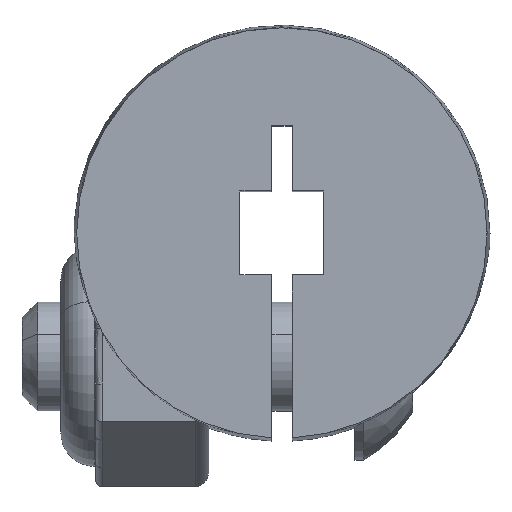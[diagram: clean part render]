
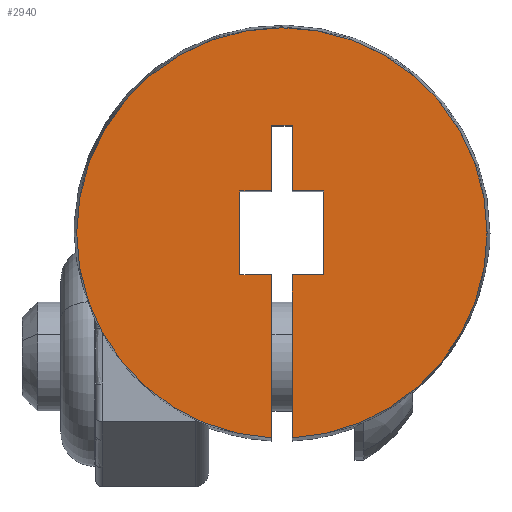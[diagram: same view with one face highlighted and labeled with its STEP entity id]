
A CAD part, top view. The second image highlights one B-rep face of the part: STEP entity #2940.
In plain terms, the highlighted planar face has unit normal (0, 0, 1).
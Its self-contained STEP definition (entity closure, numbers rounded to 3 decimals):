
#15 = EDGE_CURVE ( 'NONE', #923, #2480, #3235, .T. ) ;
#23 = VERTEX_POINT ( 'NONE', #3850 ) ;
#88 = ORIENTED_EDGE ( 'NONE', *, *, #847, .F. ) ;
#105 = VECTOR ( 'NONE', #3310, 1000. ) ;
#171 = VECTOR ( 'NONE', #1133, 1000. ) ;
#251 = EDGE_CURVE ( 'NONE', #3583, #23, #3144, .T. ) ;
#261 = CARTESIAN_POINT ( 'NONE',  ( -1.6, 1.6, 6.35 ) ) ;
#275 = LINE ( 'NONE', #3100, #764 ) ;
#304 = VERTEX_POINT ( 'NONE', #2361 ) ;
#373 = CARTESIAN_POINT ( 'NONE',  ( 0., 0., 6.35 ) ) ;
#428 = VECTOR ( 'NONE', #1170, 1000. ) ;
#429 = LINE ( 'NONE', #3276, #1555 ) ;
#441 = AXIS2_PLACEMENT_3D ( 'NONE', #1966, #2324, #3249 ) ;
#488 = VECTOR ( 'NONE', #3362, 1000. ) ;
#504 = CARTESIAN_POINT ( 'NONE',  ( 1.6, -1.6, 6.35 ) ) ;
#618 = ORIENTED_EDGE ( 'NONE', *, *, #890, .F. ) ;
#683 = ORIENTED_EDGE ( 'NONE', *, *, #2339, .F. ) ;
#726 = CARTESIAN_POINT ( 'NONE',  ( 0.4, 4.1, 6.35 ) ) ;
#740 = VERTEX_POINT ( 'NONE', #1416 ) ;
#764 = VECTOR ( 'NONE', #1855, 1000. ) ;
#798 = ORIENTED_EDGE ( 'NONE', *, *, #1756, .F. ) ;
#799 = CARTESIAN_POINT ( 'NONE',  ( -1.6, 1.6, 6.35 ) ) ;
#847 = EDGE_CURVE ( 'NONE', #2684, #2144, #3052, .T. ) ;
#890 = EDGE_CURVE ( 'NONE', #23, #3629, #1476, .T. ) ;
#918 = CARTESIAN_POINT ( 'NONE',  ( -0.4, 4.1, 6.35 ) ) ;
#923 = VERTEX_POINT ( 'NONE', #2040 ) ;
#945 = EDGE_LOOP ( 'NONE', ( #946, #3361, #2059, #2955, #1167, #2929, #3604, #88, #798, #989, #618, #1326, #2341, #683 ) ) ;
#946 = ORIENTED_EDGE ( 'NONE', *, *, #3379, .F. ) ;
#989 = ORIENTED_EDGE ( 'NONE', *, *, #2923, .F. ) ;
#1014 = VERTEX_POINT ( 'NONE', #1345 ) ;
#1031 = CIRCLE ( 'NONE', #4051, 7.827 ) ;
#1045 = CARTESIAN_POINT ( 'NONE',  ( -1.6, 1.6, 6.35 ) ) ;
#1121 = CARTESIAN_POINT ( 'NONE',  ( 1.6, 1.6, 6.35 ) ) ;
#1133 = DIRECTION ( 'NONE',  ( 0., -1., 0. ) ) ;
#1167 = ORIENTED_EDGE ( 'NONE', *, *, #2322, .F. ) ;
#1170 = DIRECTION ( 'NONE',  ( 0., -1., 0. ) ) ;
#1174 = CIRCLE ( 'NONE', #1817, 7.827 ) ;
#1226 = AXIS2_PLACEMENT_3D ( 'NONE', #1436, #2044, #3898 ) ;
#1261 = DIRECTION ( 'NONE',  ( 0., 0., 1. ) ) ;
#1265 = DIRECTION ( 'NONE',  ( 1., 0., 0. ) ) ;
#1326 = ORIENTED_EDGE ( 'NONE', *, *, #251, .F. ) ;
#1345 = CARTESIAN_POINT ( 'NONE',  ( -0.4, -7.816, 6.35 ) ) ;
#1382 = FACE_OUTER_BOUND ( 'NONE', #945, .T. ) ;
#1401 = PLANE ( 'NONE',  #441 ) ;
#1416 = CARTESIAN_POINT ( 'NONE',  ( -7.827, 0., 6.35 ) ) ;
#1436 = CARTESIAN_POINT ( 'NONE',  ( 0., 0., 6.35 ) ) ;
#1453 = LINE ( 'NONE', #2138, #428 ) ;
#1476 = LINE ( 'NONE', #2673, #488 ) ;
#1540 = CARTESIAN_POINT ( 'NONE',  ( 0.4, 1.6, 6.35 ) ) ;
#1541 = EDGE_CURVE ( 'NONE', #2267, #3583, #275, .T. ) ;
#1550 = VECTOR ( 'NONE', #2064, 1000. ) ;
#1552 = VERTEX_POINT ( 'NONE', #918 ) ;
#1555 = VECTOR ( 'NONE', #2003, 1000. ) ;
#1660 = VERTEX_POINT ( 'NONE', #2083 ) ;
#1756 = EDGE_CURVE ( 'NONE', #1552, #2684, #1453, .T. ) ;
#1817 = AXIS2_PLACEMENT_3D ( 'NONE', #3462, #3177, #1265 ) ;
#1855 = DIRECTION ( 'NONE',  ( 0., 1., 0. ) ) ;
#1881 = VERTEX_POINT ( 'NONE', #2207 ) ;
#1885 = EDGE_CURVE ( 'NONE', #740, #1014, #1031, .T. ) ;
#1966 = CARTESIAN_POINT ( 'NONE',  ( 0., 0., 6.35 ) ) ;
#2003 = DIRECTION ( 'NONE',  ( -1., 0., 0. ) ) ;
#2040 = CARTESIAN_POINT ( 'NONE',  ( -1.6, -1.6, 6.35 ) ) ;
#2044 = DIRECTION ( 'NONE',  ( 0., 0., 1. ) ) ;
#2059 = ORIENTED_EDGE ( 'NONE', *, *, #3180, .T. ) ;
#2064 = DIRECTION ( 'NONE',  ( 0., -1., 0. ) ) ;
#2083 = CARTESIAN_POINT ( 'NONE',  ( 0.4, -1.6, 6.35 ) ) ;
#2138 = CARTESIAN_POINT ( 'NONE',  ( -0.4, 1.6, 6.35 ) ) ;
#2144 = VERTEX_POINT ( 'NONE', #261 ) ;
#2207 = CARTESIAN_POINT ( 'NONE',  ( 0.4, -7.816, 6.35 ) ) ;
#2267 = VERTEX_POINT ( 'NONE', #504 ) ;
#2322 = EDGE_CURVE ( 'NONE', #2480, #1014, #3674, .T. ) ;
#2324 = DIRECTION ( 'NONE',  ( 0., 0., 1. ) ) ;
#2326 = CARTESIAN_POINT ( 'NONE',  ( -1.6, -1.6, 6.35 ) ) ;
#2339 = EDGE_CURVE ( 'NONE', #1660, #2267, #3345, .T. ) ;
#2341 = ORIENTED_EDGE ( 'NONE', *, *, #1541, .F. ) ;
#2361 = CARTESIAN_POINT ( 'NONE',  ( 7.827, 0., 6.35 ) ) ;
#2462 = LINE ( 'NONE', #3702, #2674 ) ;
#2480 = VERTEX_POINT ( 'NONE', #3154 ) ;
#2664 = VECTOR ( 'NONE', #2697, 1000. ) ;
#2673 = CARTESIAN_POINT ( 'NONE',  ( 0.4, 1.6, 6.35 ) ) ;
#2674 = VECTOR ( 'NONE', #3979, 1000. ) ;
#2684 = VERTEX_POINT ( 'NONE', #3981 ) ;
#2697 = DIRECTION ( 'NONE',  ( -1., 0., 0. ) ) ;
#2715 = CARTESIAN_POINT ( 'NONE',  ( -0.4, -1.6, 6.35 ) ) ;
#2757 = CARTESIAN_POINT ( 'NONE',  ( 0.4, -1.6, 6.35 ) ) ;
#2923 = EDGE_CURVE ( 'NONE', #3629, #1552, #429, .T. ) ;
#2929 = ORIENTED_EDGE ( 'NONE', *, *, #15, .F. ) ;
#2940 = ADVANCED_FACE ( 'NONE', ( #1382 ), #1401, .T. ) ;
#2955 = ORIENTED_EDGE ( 'NONE', *, *, #1885, .T. ) ;
#3052 = LINE ( 'NONE', #799, #2664 ) ;
#3100 = CARTESIAN_POINT ( 'NONE',  ( 1.6, 1.6, 6.35 ) ) ;
#3144 = LINE ( 'NONE', #1540, #3434 ) ;
#3154 = CARTESIAN_POINT ( 'NONE',  ( -0.4, -1.6, 6.35 ) ) ;
#3177 = DIRECTION ( 'NONE',  ( 0., 0., 1. ) ) ;
#3180 = EDGE_CURVE ( 'NONE', #304, #740, #1174, .T. ) ;
#3188 = DIRECTION ( 'NONE',  ( -1., 0., 0. ) ) ;
#3235 = LINE ( 'NONE', #2326, #3828 ) ;
#3249 = DIRECTION ( 'NONE',  ( 1., 0., 0. ) ) ;
#3276 = CARTESIAN_POINT ( 'NONE',  ( -0.4, 4.1, 6.35 ) ) ;
#3285 = EDGE_CURVE ( 'NONE', #2144, #923, #3585, .T. ) ;
#3310 = DIRECTION ( 'NONE',  ( 1., 0., 0. ) ) ;
#3335 = EDGE_CURVE ( 'NONE', #1881, #304, #3388, .T. ) ;
#3345 = LINE ( 'NONE', #2757, #105 ) ;
#3361 = ORIENTED_EDGE ( 'NONE', *, *, #3335, .T. ) ;
#3362 = DIRECTION ( 'NONE',  ( 0., 1., 0. ) ) ;
#3379 = EDGE_CURVE ( 'NONE', #1881, #1660, #2462, .T. ) ;
#3388 = CIRCLE ( 'NONE', #1226, 7.827 ) ;
#3434 = VECTOR ( 'NONE', #3188, 1000. ) ;
#3462 = CARTESIAN_POINT ( 'NONE',  ( 0., 0., 6.35 ) ) ;
#3540 = DIRECTION ( 'NONE',  ( 1., 0., 0. ) ) ;
#3583 = VERTEX_POINT ( 'NONE', #1121 ) ;
#3585 = LINE ( 'NONE', #1045, #1550 ) ;
#3604 = ORIENTED_EDGE ( 'NONE', *, *, #3285, .F. ) ;
#3629 = VERTEX_POINT ( 'NONE', #726 ) ;
#3674 = LINE ( 'NONE', #2715, #171 ) ;
#3702 = CARTESIAN_POINT ( 'NONE',  ( 0.4, 0., 6.35 ) ) ;
#3826 = DIRECTION ( 'NONE',  ( 1., 0., 0. ) ) ;
#3828 = VECTOR ( 'NONE', #3540, 1000. ) ;
#3850 = CARTESIAN_POINT ( 'NONE',  ( 0.4, 1.6, 6.35 ) ) ;
#3898 = DIRECTION ( 'NONE',  ( 1., 0., 0. ) ) ;
#3979 = DIRECTION ( 'NONE',  ( 0., 1., 0. ) ) ;
#3981 = CARTESIAN_POINT ( 'NONE',  ( -0.4, 1.6, 6.35 ) ) ;
#4051 = AXIS2_PLACEMENT_3D ( 'NONE', #373, #1261, #3826 ) ;
